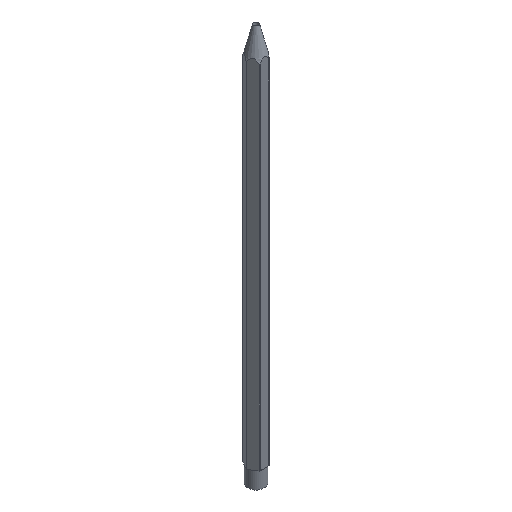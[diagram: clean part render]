
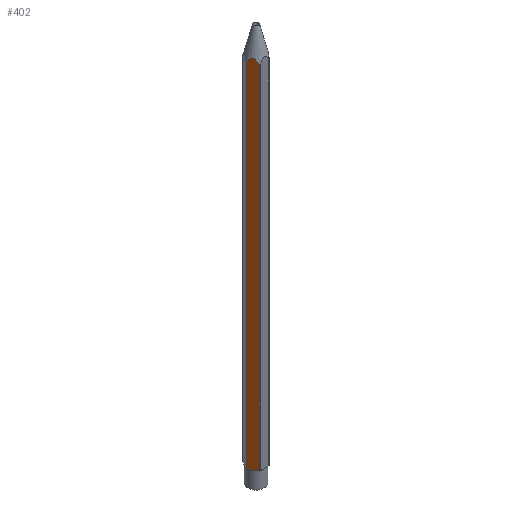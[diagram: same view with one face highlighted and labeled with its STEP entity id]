
A CAD part, isometric view. The second image highlights one B-rep face of the part: STEP entity #402.
In plain terms, the highlighted planar face has unit normal (-0.866, -0.5, 0).
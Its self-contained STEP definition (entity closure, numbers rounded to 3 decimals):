
#35=(
BOUNDED_CURVE()
B_SPLINE_CURVE(2,(#665,#666,#667,#668),.UNSPECIFIED.,.F.,.F.)
B_SPLINE_CURVE_WITH_KNOTS((3,1,3),(-19.515,-12.239,
-11.221),.UNSPECIFIED.)
CURVE()
GEOMETRIC_REPRESENTATION_ITEM()
RATIONAL_B_SPLINE_CURVE((5.973,6.658,6.069,
5.973))
REPRESENTATION_ITEM('')
);
#47=FACE_OUTER_BOUND('',#69,.T.);
#69=EDGE_LOOP('',(#291,#292,#293,#294,#295));
#91=LINE('',#615,#118);
#92=LINE('',#620,#119);
#102=LINE('',#663,#129);
#103=LINE('',#669,#130);
#118=VECTOR('',#508,1.848);
#119=VECTOR('',#513,1.848);
#129=VECTOR('',#537,145.33);
#130=VECTOR('',#538,145.33);
#166=VERTEX_POINT('',#609);
#168=VERTEX_POINT('',#613);
#170=VERTEX_POINT('',#619);
#180=VERTEX_POINT('',#662);
#181=VERTEX_POINT('',#664);
#208=EDGE_CURVE('',#166,#168,#91,.T.);
#210=EDGE_CURVE('',#170,#166,#92,.T.);
#226=EDGE_CURVE('',#168,#180,#102,.F.);
#227=EDGE_CURVE('',#180,#181,#35,.T.);
#228=EDGE_CURVE('',#181,#170,#103,.T.);
#291=ORIENTED_EDGE('',*,*,#210,.T.);
#292=ORIENTED_EDGE('',*,*,#208,.T.);
#293=ORIENTED_EDGE('',*,*,#226,.T.);
#294=ORIENTED_EDGE('',*,*,#227,.T.);
#295=ORIENTED_EDGE('',*,*,#228,.T.);
#370=PLANE('',#451);
#402=ADVANCED_FACE('',(#47),#370,.F.);
#451=AXIS2_PLACEMENT_3D('',#661,#535,#536);
#508=DIRECTION('',(0.5,-0.866,0.));
#513=DIRECTION('',(0.5,-0.866,0.));
#535=DIRECTION('center_axis',(0.866,0.5,0.));
#536=DIRECTION('ref_axis',(0.,0.,-1.));
#537=DIRECTION('',(0.,0.,-1.));
#538=DIRECTION('',(0.,0.,-1.));
#609=CARTESIAN_POINT('',(-3.031,-1.75,0.));
#613=CARTESIAN_POINT('',(-2.107,-3.35,0.));
#615=CARTESIAN_POINT('',(-3.031,-1.75,0.));
#619=CARTESIAN_POINT('',(-3.955,-0.15,0.));
#620=CARTESIAN_POINT('',(-3.955,-0.15,0.));
#661=CARTESIAN_POINT('Origin',(-4.041,0.,145.));
#662=CARTESIAN_POINT('',(-2.107,-3.35,145.33));
#663=CARTESIAN_POINT('',(-2.107,-3.35,145.33));
#664=CARTESIAN_POINT('',(-3.955,-0.15,145.33));
#665=CARTESIAN_POINT('Ctrl Pts',(-2.107,-3.35,145.33));
#666=CARTESIAN_POINT('Ctrl Pts',(-2.929,-1.926,148.359));
#667=CARTESIAN_POINT('Ctrl Pts',(-3.829,-0.369,145.795));
#668=CARTESIAN_POINT('Ctrl Pts',(-3.955,-0.15,145.33));
#669=CARTESIAN_POINT('',(-3.955,-0.15,145.33));
